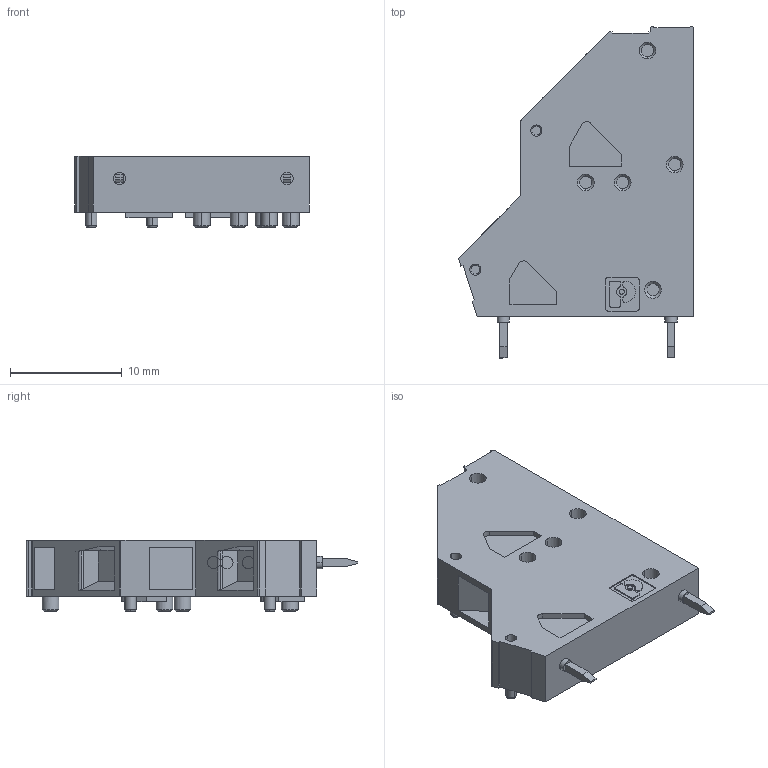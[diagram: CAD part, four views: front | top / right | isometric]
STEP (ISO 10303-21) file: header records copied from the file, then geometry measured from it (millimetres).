
FILE_DESCRIPTION(('SolidDesigner STEP Export'),'1');
FILE_NAME('zfkkds_1.5c-5.0.stp','2000-10-18T16:10:52',(''),(''), 'SolidDesigner STEP processor Version: 7.0(Mar 1999)for AP214(CD)(Solid Model)', 'CoCreate SolidDesigner: 08.01 19-Jun-2000(C) CoCreate Software GmbH','');
FILE_SCHEMA(('AUTOMOTIVE_DESIGN_CC2 {1 2 10303 214 -1 1 5 1}'));
Length unit declared in the file: millimetre
Products named in the file (2): zfkkds_1.5c-5.0
Assembly tree (1 placements, depth 2):
  zfkkds_1.5c-5.0
    zfkkds_1.5c-5.0
Bounding box: 21 x 29.7 x 6.4 mm (x, y, z)
Volume: 1903.9 mm3; surface area: 1481.6 mm2
Topology: 1 solids, 1 shells, 229 faces, 561 edges, 367 vertices
Faces by surface type: plane 125, cylinder 74, cone 28, extrusion 2
Entity records: 8142 total; most frequent: CARTESIAN_POINT 1188, ORIENTED_EDGE 1122, DIRECTION 946, EDGE_CURVE 561, VECTOR 368, VERTEX_POINT 367, LINE 366, AXIS2_PLACEMENT_3D 289
